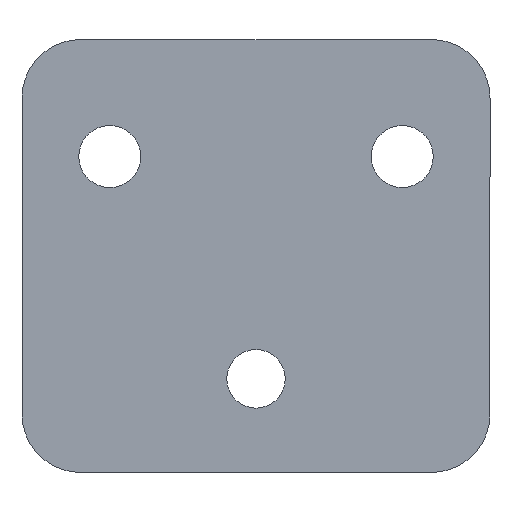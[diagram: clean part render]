
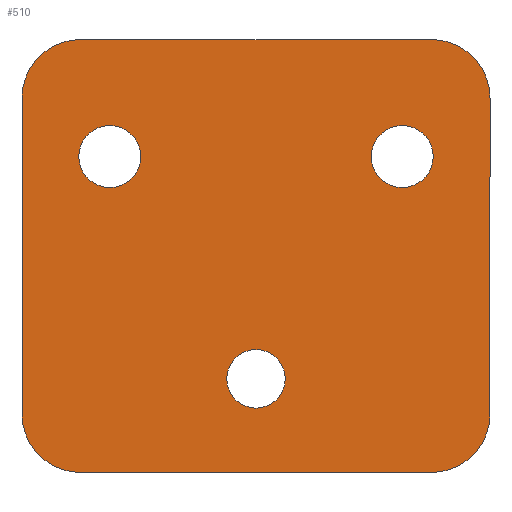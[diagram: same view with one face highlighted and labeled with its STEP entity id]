
A CAD part, front view. The second image highlights one B-rep face of the part: STEP entity #510.
In plain terms, the highlighted planar face has unit normal (0, -1, 0).
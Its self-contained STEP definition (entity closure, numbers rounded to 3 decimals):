
#1 = VERTEX_POINT ( 'NONE', #467 ) ;
#11 = VECTOR ( 'NONE', #389, 1000. ) ;
#14 = CARTESIAN_POINT ( 'NONE',  ( -15., 0., -13.5 ) ) ;
#15 = DIRECTION ( 'NONE',  ( 0., 0., 1. ) ) ;
#19 = EDGE_LOOP ( 'NONE', ( #146, #527 ) ) ;
#20 = EDGE_CURVE ( 'NONE', #62, #192, #561, .T. ) ;
#22 = CIRCLE ( 'NONE', #241, 2.65 ) ;
#23 = CIRCLE ( 'NONE', #372, 2.65 ) ;
#26 = EDGE_LOOP ( 'NONE', ( #440, #64 ) ) ;
#30 = CARTESIAN_POINT ( 'NONE',  ( -15., 0., 13.5 ) ) ;
#37 = CARTESIAN_POINT ( 'NONE',  ( 20., 0., -18.5 ) ) ;
#40 = EDGE_CURVE ( 'NONE', #1, #114, #141, .T. ) ;
#43 = CARTESIAN_POINT ( 'NONE',  ( 0., 0., 0. ) ) ;
#48 = VERTEX_POINT ( 'NONE', #525 ) ;
#49 = DIRECTION ( 'NONE',  ( 0., 0., 1. ) ) ;
#50 = EDGE_CURVE ( 'NONE', #290, #279, #22, .T. ) ;
#54 = CARTESIAN_POINT ( 'NONE',  ( 12.5, 0., 8.5 ) ) ;
#62 = VERTEX_POINT ( 'NONE', #308 ) ;
#63 = CARTESIAN_POINT ( 'NONE',  ( 12.5, 0., 11.15 ) ) ;
#64 = ORIENTED_EDGE ( 'NONE', *, *, #584, .T. ) ;
#78 = DIRECTION ( 'NONE',  ( 0., 0., 1. ) ) ;
#88 = DIRECTION ( 'NONE',  ( -1., 0., 0. ) ) ;
#89 = EDGE_CURVE ( 'NONE', #265, #192, #178, .T. ) ;
#90 = VERTEX_POINT ( 'NONE', #431 ) ;
#91 = DIRECTION ( 'NONE',  ( 0., 0., -1. ) ) ;
#98 = ORIENTED_EDGE ( 'NONE', *, *, #100, .F. ) ;
#100 = EDGE_CURVE ( 'NONE', #162, #216, #425, .T. ) ;
#104 = ORIENTED_EDGE ( 'NONE', *, *, #40, .T. ) ;
#112 = VERTEX_POINT ( 'NONE', #163 ) ;
#114 = VERTEX_POINT ( 'NONE', #63 ) ;
#118 = DIRECTION ( 'NONE',  ( 0., 0., 1. ) ) ;
#129 = FACE_BOUND ( 'NONE', #19, .T. ) ;
#141 = CIRCLE ( 'NONE', #312, 2.65 ) ;
#145 = ORIENTED_EDGE ( 'NONE', *, *, #89, .T. ) ;
#146 = ORIENTED_EDGE ( 'NONE', *, *, #50, .T. ) ;
#147 = VERTEX_POINT ( 'NONE', #442 ) ;
#158 = CIRCLE ( 'NONE', #494, 2.5 ) ;
#162 = VERTEX_POINT ( 'NONE', #355 ) ;
#163 = CARTESIAN_POINT ( 'NONE',  ( 0., 0., -13. ) ) ;
#175 = CARTESIAN_POINT ( 'NONE',  ( -20., 0., -18.5 ) ) ;
#177 = LINE ( 'NONE', #175, #284 ) ;
#178 = CIRCLE ( 'NONE', #380, 5. ) ;
#188 = AXIS2_PLACEMENT_3D ( 'NONE', #43, #415, #234 ) ;
#190 = CARTESIAN_POINT ( 'NONE',  ( -20., 0., 13.5 ) ) ;
#192 = VERTEX_POINT ( 'NONE', #417 ) ;
#194 = DIRECTION ( 'NONE',  ( 0., 1., 0. ) ) ;
#196 = AXIS2_PLACEMENT_3D ( 'NONE', #14, #518, #269 ) ;
#198 = AXIS2_PLACEMENT_3D ( 'NONE', #54, #463, #49 ) ;
#200 = DIRECTION ( 'NONE',  ( 0., 0., 1. ) ) ;
#202 = CARTESIAN_POINT ( 'NONE',  ( -20., 0., 18.5 ) ) ;
#205 = CIRCLE ( 'NONE', #333, 5. ) ;
#211 = CARTESIAN_POINT ( 'NONE',  ( -12.5, 0., 11.15 ) ) ;
#215 = DIRECTION ( 'NONE',  ( 0., 0., 1. ) ) ;
#216 = VERTEX_POINT ( 'NONE', #190 ) ;
#227 = EDGE_CURVE ( 'NONE', #114, #1, #429, .T. ) ;
#234 = DIRECTION ( 'NONE',  ( 0., 0., 1. ) ) ;
#241 = AXIS2_PLACEMENT_3D ( 'NONE', #565, #194, #469 ) ;
#243 = VECTOR ( 'NONE', #91, 1000. ) ;
#252 = EDGE_CURVE ( 'NONE', #162, #147, #465, .T. ) ;
#254 = CARTESIAN_POINT ( 'NONE',  ( 15., 0., -13.5 ) ) ;
#256 = AXIS2_PLACEMENT_3D ( 'NONE', #30, #497, #215 ) ;
#262 = EDGE_CURVE ( 'NONE', #279, #290, #23, .T. ) ;
#265 = VERTEX_POINT ( 'NONE', #341 ) ;
#269 = DIRECTION ( 'NONE',  ( 0., 0., 1. ) ) ;
#271 = FACE_BOUND ( 'NONE', #26, .T. ) ;
#274 = FACE_BOUND ( 'NONE', #468, .T. ) ;
#279 = VERTEX_POINT ( 'NONE', #569 ) ;
#284 = VECTOR ( 'NONE', #88, 1000. ) ;
#290 = VERTEX_POINT ( 'NONE', #211 ) ;
#308 = CARTESIAN_POINT ( 'NONE',  ( -15., 0., 18.5 ) ) ;
#312 = AXIS2_PLACEMENT_3D ( 'NONE', #433, #473, #15 ) ;
#320 = CIRCLE ( 'NONE', #330, 2.5 ) ;
#321 = DIRECTION ( 'NONE',  ( 0., 1., 0. ) ) ;
#325 = ORIENTED_EDGE ( 'NONE', *, *, #227, .T. ) ;
#330 = AXIS2_PLACEMENT_3D ( 'NONE', #438, #585, #365 ) ;
#333 = AXIS2_PLACEMENT_3D ( 'NONE', #254, #523, #539 ) ;
#336 = VERTEX_POINT ( 'NONE', #432 ) ;
#339 = CIRCLE ( 'NONE', #256, 5. ) ;
#341 = CARTESIAN_POINT ( 'NONE',  ( 20., 0., 13.5 ) ) ;
#355 = CARTESIAN_POINT ( 'NONE',  ( -20., 0., -13.5 ) ) ;
#356 = CARTESIAN_POINT ( 'NONE',  ( 0., 0., -10.5 ) ) ;
#365 = DIRECTION ( 'NONE',  ( 0., 0., 1. ) ) ;
#372 = AXIS2_PLACEMENT_3D ( 'NONE', #530, #477, #118 ) ;
#378 = EDGE_LOOP ( 'NONE', ( #98, #524, #482, #399, #383, #145, #547, #489 ) ) ;
#379 = CARTESIAN_POINT ( 'NONE',  ( -20., 0., -18.5 ) ) ;
#380 = AXIS2_PLACEMENT_3D ( 'NONE', #483, #437, #200 ) ;
#381 = EDGE_CURVE ( 'NONE', #336, #48, #205, .T. ) ;
#383 = ORIENTED_EDGE ( 'NONE', *, *, #461, .F. ) ;
#388 = EDGE_CURVE ( 'NONE', #336, #147, #177, .T. ) ;
#389 = DIRECTION ( 'NONE',  ( 1., 0., 0. ) ) ;
#399 = ORIENTED_EDGE ( 'NONE', *, *, #381, .T. ) ;
#415 = DIRECTION ( 'NONE',  ( 0., 1., 0. ) ) ;
#417 = CARTESIAN_POINT ( 'NONE',  ( 15., 0., 18.5 ) ) ;
#425 = LINE ( 'NONE', #379, #511 ) ;
#429 = CIRCLE ( 'NONE', #198, 2.65 ) ;
#431 = CARTESIAN_POINT ( 'NONE',  ( 0., 0., -8. ) ) ;
#432 = CARTESIAN_POINT ( 'NONE',  ( 15., 0., -18.5 ) ) ;
#433 = CARTESIAN_POINT ( 'NONE',  ( 12.5, 0., 8.5 ) ) ;
#437 = DIRECTION ( 'NONE',  ( 0., -1., 0. ) ) ;
#438 = CARTESIAN_POINT ( 'NONE',  ( 0., 0., -10.5 ) ) ;
#440 = ORIENTED_EDGE ( 'NONE', *, *, #541, .T. ) ;
#442 = CARTESIAN_POINT ( 'NONE',  ( -15., 0., -18.5 ) ) ;
#456 = FACE_OUTER_BOUND ( 'NONE', #378, .T. ) ;
#461 = EDGE_CURVE ( 'NONE', #265, #48, #586, .T. ) ;
#463 = DIRECTION ( 'NONE',  ( 0., 1., 0. ) ) ;
#465 = CIRCLE ( 'NONE', #196, 5. ) ;
#467 = CARTESIAN_POINT ( 'NONE',  ( 12.5, 0., 5.85 ) ) ;
#468 = EDGE_LOOP ( 'NONE', ( #325, #104 ) ) ;
#469 = DIRECTION ( 'NONE',  ( 0., 0., 1. ) ) ;
#473 = DIRECTION ( 'NONE',  ( 0., 1., 0. ) ) ;
#475 = EDGE_CURVE ( 'NONE', #62, #216, #339, .T. ) ;
#477 = DIRECTION ( 'NONE',  ( 0., 1., 0. ) ) ;
#482 = ORIENTED_EDGE ( 'NONE', *, *, #388, .F. ) ;
#483 = CARTESIAN_POINT ( 'NONE',  ( 15., 0., 13.5 ) ) ;
#489 = ORIENTED_EDGE ( 'NONE', *, *, #475, .T. ) ;
#494 = AXIS2_PLACEMENT_3D ( 'NONE', #356, #321, #78 ) ;
#497 = DIRECTION ( 'NONE',  ( 0., -1., 0. ) ) ;
#510 = ADVANCED_FACE ( 'NONE', ( #271, #129, #274, #456 ), #592, .F. ) ;
#511 = VECTOR ( 'NONE', #519, 1000. ) ;
#518 = DIRECTION ( 'NONE',  ( 0., -1., 0. ) ) ;
#519 = DIRECTION ( 'NONE',  ( 0., 0., 1. ) ) ;
#523 = DIRECTION ( 'NONE',  ( 0., -1., 0. ) ) ;
#524 = ORIENTED_EDGE ( 'NONE', *, *, #252, .T. ) ;
#525 = CARTESIAN_POINT ( 'NONE',  ( 20., 0., -13.5 ) ) ;
#527 = ORIENTED_EDGE ( 'NONE', *, *, #262, .T. ) ;
#530 = CARTESIAN_POINT ( 'NONE',  ( -12.5, 0., 8.5 ) ) ;
#539 = DIRECTION ( 'NONE',  ( 0., 0., 1. ) ) ;
#541 = EDGE_CURVE ( 'NONE', #90, #112, #158, .T. ) ;
#547 = ORIENTED_EDGE ( 'NONE', *, *, #20, .F. ) ;
#561 = LINE ( 'NONE', #202, #11 ) ;
#565 = CARTESIAN_POINT ( 'NONE',  ( -12.5, 0., 8.5 ) ) ;
#569 = CARTESIAN_POINT ( 'NONE',  ( -12.5, 0., 5.85 ) ) ;
#584 = EDGE_CURVE ( 'NONE', #112, #90, #320, .T. ) ;
#585 = DIRECTION ( 'NONE',  ( 0., 1., 0. ) ) ;
#586 = LINE ( 'NONE', #37, #243 ) ;
#592 = PLANE ( 'NONE',  #188 ) ;
